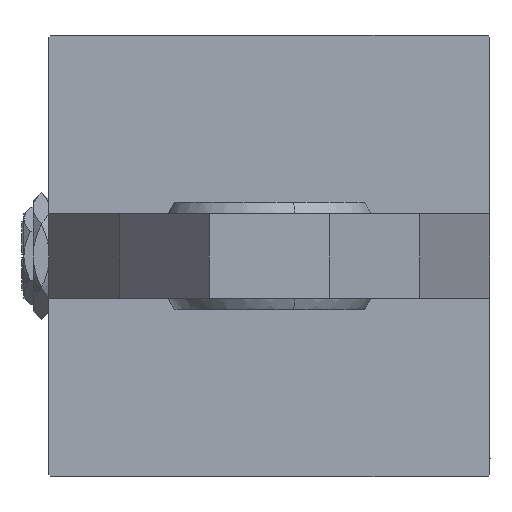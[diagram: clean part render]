
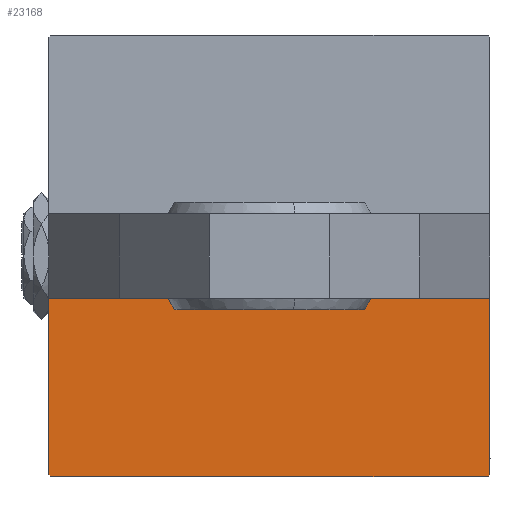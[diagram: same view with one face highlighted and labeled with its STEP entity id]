
A CAD part, left-side view. The second image highlights one B-rep face of the part: STEP entity #23168.
In plain terms, the highlighted planar face has unit normal (-1, 0, 0).
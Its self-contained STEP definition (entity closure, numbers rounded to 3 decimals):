
#20 = DIRECTION ( 'NONE',  ( 0., 0., -1. ) ) ;
#1057 = ORIENTED_EDGE ( 'NONE', *, *, #21767, .F. ) ;
#1465 = EDGE_CURVE ( 'NONE', #38113, #31635, #52338, .T. ) ;
#2900 = CARTESIAN_POINT ( 'NONE',  ( 0., -11., -57.5 ) ) ;
#2909 = CARTESIAN_POINT ( 'NONE',  ( 0., -57.25, -57.25 ) ) ;
#4569 = PLANE ( 'NONE',  #20284 ) ;
#4943 = DIRECTION ( 'NONE',  ( 0., -1., 0. ) ) ;
#4965 = VECTOR ( 'NONE', #20, 1000. ) ;
#5041 = CARTESIAN_POINT ( 'NONE',  ( 0., -57.25, 57.25 ) ) ;
#8336 = ORIENTED_EDGE ( 'NONE', *, *, #51192, .T. ) ;
#8613 = VECTOR ( 'NONE', #39356, 1000. ) ;
#9594 = VERTEX_POINT ( 'NONE', #32764 ) ;
#10248 = LINE ( 'NONE', #13727, #28100 ) ;
#11053 = VECTOR ( 'NONE', #4943, 1000. ) ;
#13685 = VECTOR ( 'NONE', #29266, 1000. ) ;
#13727 = CARTESIAN_POINT ( 'NONE',  ( 0., 57.5, 57.5 ) ) ;
#15329 = ORIENTED_EDGE ( 'NONE', *, *, #26874, .T. ) ;
#15968 = VECTOR ( 'NONE', #32534, 1000. ) ;
#16554 = CARTESIAN_POINT ( 'NONE',  ( 0., 0., 0. ) ) ;
#17900 = LINE ( 'NONE', #2909, #8613 ) ;
#18855 = ORIENTED_EDGE ( 'NONE', *, *, #1465, .T. ) ;
#20284 = AXIS2_PLACEMENT_3D ( 'NONE', #16554, #36498, #20541 ) ;
#20541 = DIRECTION ( 'NONE',  ( 0., 0., 1. ) ) ;
#21767 = EDGE_CURVE ( 'NONE', #24402, #42992, #49540, .T. ) ;
#23168 = ADVANCED_FACE ( 'NONE', ( #40245 ), #4569, .T. ) ;
#24402 = VERTEX_POINT ( 'NONE', #47296 ) ;
#26874 = EDGE_CURVE ( 'NONE', #49154, #38113, #32745, .T. ) ;
#28100 = VECTOR ( 'NONE', #38447, 1000. ) ;
#29266 = DIRECTION ( 'NONE',  ( 0., 0.707, 0.707 ) ) ;
#30157 = ORIENTED_EDGE ( 'NONE', *, *, #50051, .T. ) ;
#31635 = VERTEX_POINT ( 'NONE', #44395 ) ;
#32091 = EDGE_CURVE ( 'NONE', #49154, #9594, #10248, .T. ) ;
#32534 = DIRECTION ( 'NONE',  ( 0., 0., -1. ) ) ;
#32745 = LINE ( 'NONE', #52199, #4965 ) ;
#32764 = CARTESIAN_POINT ( 'NONE',  ( 0., -57., 57.5 ) ) ;
#34242 = CARTESIAN_POINT ( 'NONE',  ( 0., -57.5, -57. ) ) ;
#36498 = DIRECTION ( 'NONE',  ( -1., 0., 0. ) ) ;
#37041 = CARTESIAN_POINT ( 'NONE',  ( 0., -57.5, 57.5 ) ) ;
#37206 = ORIENTED_EDGE ( 'NONE', *, *, #32091, .F. ) ;
#38113 = VERTEX_POINT ( 'NONE', #2900 ) ;
#38447 = DIRECTION ( 'NONE',  ( 0., -1., 0. ) ) ;
#39356 = DIRECTION ( 'NONE',  ( 0., -0.707, 0.707 ) ) ;
#40245 = FACE_OUTER_BOUND ( 'NONE', #48327, .T. ) ;
#40982 = LINE ( 'NONE', #5041, #13685 ) ;
#41396 = CARTESIAN_POINT ( 'NONE',  ( 0., 57.5, -57.5 ) ) ;
#42992 = VERTEX_POINT ( 'NONE', #34242 ) ;
#44395 = CARTESIAN_POINT ( 'NONE',  ( 0., -57., -57.5 ) ) ;
#44673 = CARTESIAN_POINT ( 'NONE',  ( 0., -11., 57.5 ) ) ;
#47296 = CARTESIAN_POINT ( 'NONE',  ( 0., -57.5, 57. ) ) ;
#48327 = EDGE_LOOP ( 'NONE', ( #37206, #15329, #18855, #8336, #1057, #30157 ) ) ;
#49154 = VERTEX_POINT ( 'NONE', #44673 ) ;
#49540 = LINE ( 'NONE', #37041, #15968 ) ;
#50051 = EDGE_CURVE ( 'NONE', #24402, #9594, #40982, .T. ) ;
#51192 = EDGE_CURVE ( 'NONE', #31635, #42992, #17900, .T. ) ;
#52199 = CARTESIAN_POINT ( 'NONE',  ( 0., -11., 57.5 ) ) ;
#52338 = LINE ( 'NONE', #41396, #11053 ) ;
